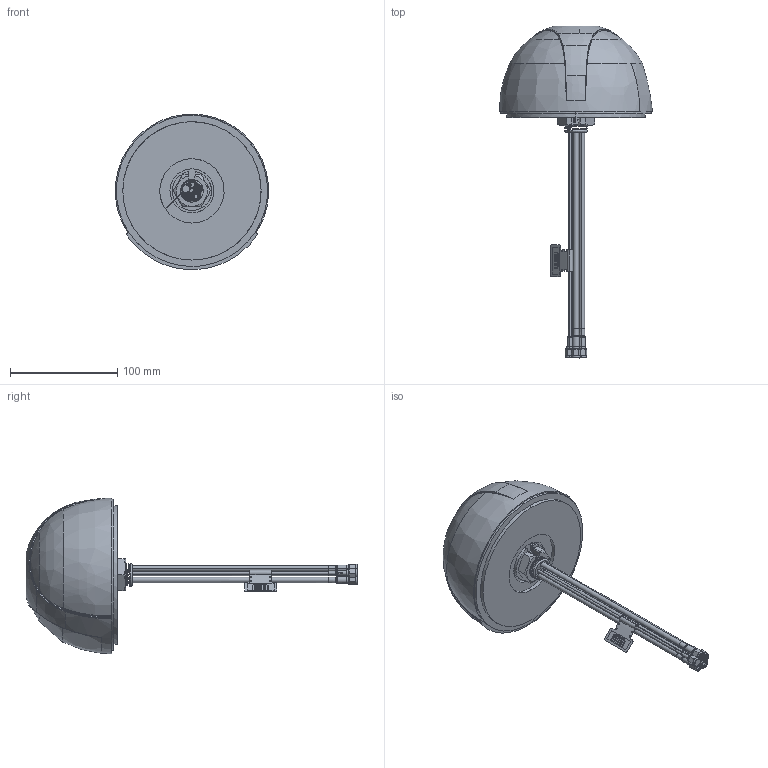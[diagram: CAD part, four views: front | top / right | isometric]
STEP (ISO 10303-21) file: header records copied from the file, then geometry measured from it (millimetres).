
FILE_DESCRIPTION (( 'STEP AP214' ), '1' );
FILE_NAME ('MA750.A.ABICG.003_Web.STEP', '2022-03-21T15:29:13', ( '' ), ( '' ), 'SwSTEP 2.0', 'SolidWorks 2018', '' );
FILE_SCHEMA (( 'AUTOMOTIVE_DESIGN' ));
Length unit declared in the file: millimetre
Products named in the file (1): MA750.A.ABICG.003_Web
Bounding box: 142.85 x 309.7 x 145.1 mm (x, y, z)
Surface area: 117030.5 mm2 (no closed solid volume)
Topology: 0 solids, 49 shells, 311 faces, 1207 edges, 927 vertices
Faces by surface type: cylinder 100, bspline 93, plane 74, cone 36, sphere 6, torus 2
Full cylindrical faces by diameter (mm): 6.4 x1
Entity records: 32079 total; most frequent: CARTESIAN_POINT 21645, ORIENTED_EDGE 1848, EDGE_CURVE 1190, B_SPLINE_CURVE_WITH_KNOTS 1059, VERTEX_POINT 923, DIRECTION 443, EDGE_LOOP 360, UNCERTAINTY_MEASURE_WITH_UNIT 312
